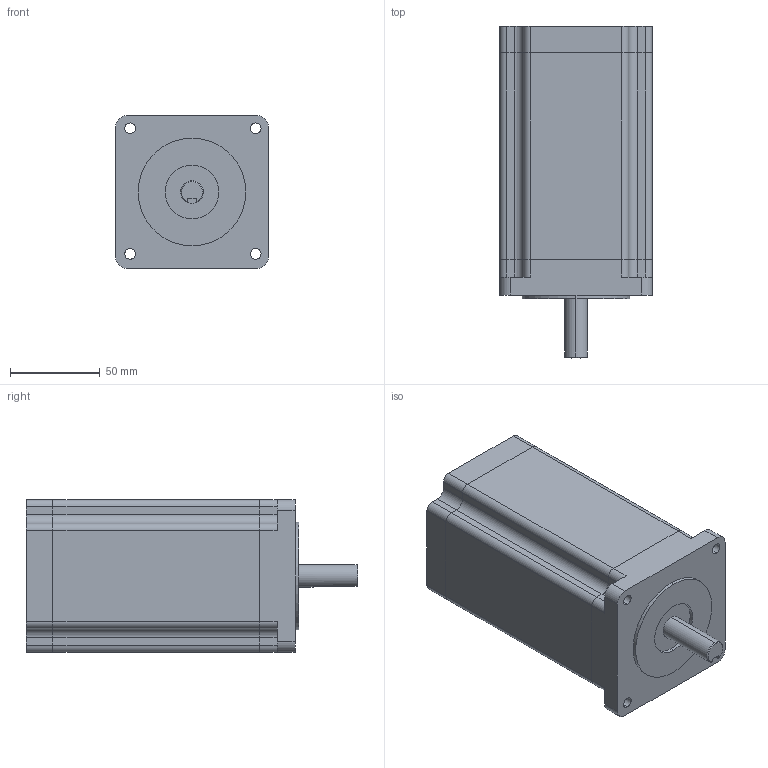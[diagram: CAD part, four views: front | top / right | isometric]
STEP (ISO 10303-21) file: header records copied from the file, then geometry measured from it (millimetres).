
FILE_DESCRIPTION (( 'STEP AP203' ), '1' );
FILE_NAME ('NEMA344_Default_sldprt.STEP', '2024-03-25T01:43:29', ( '' ), ( '' ), 'SwSTEP 2.0', 'SolidWorks 2023', '' );
FILE_SCHEMA (( 'CONFIG_CONTROL_DESIGN' ));
Length unit declared in the file: millimetre
Products named in the file (1): NEMA344_Default_sldprt
Bounding box: 85 x 185 x 85 mm (x, y, z)
Volume: 993542 mm3; surface area: 91315.9 mm2
Topology: 3 solids, 3 shells, 115 faces, 311 edges, 207 vertices
Faces by surface type: cylinder 58, plane 55, cone 2
Entity records: 3748 total; most frequent: DIRECTION 661, CARTESIAN_POINT 640, ORIENTED_EDGE 622, EDGE_CURVE 311, AXIS2_PLACEMENT_3D 236, VERTEX_POINT 207, LINE 189, VECTOR 189
